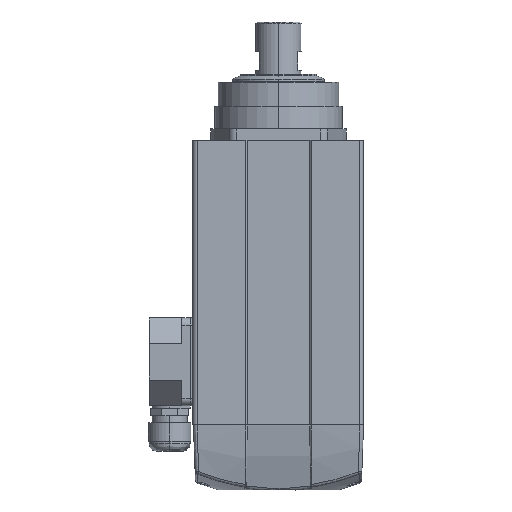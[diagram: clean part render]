
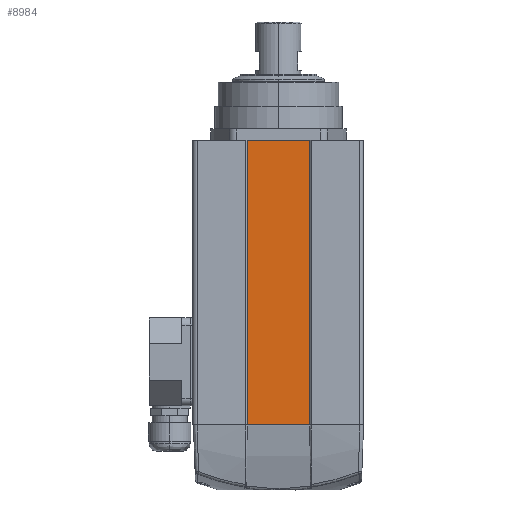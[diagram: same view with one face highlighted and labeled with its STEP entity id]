
A CAD part, left-side view. The second image highlights one B-rep face of the part: STEP entity #8984.
In plain terms, the highlighted planar face has unit normal (-1, 0, 0).
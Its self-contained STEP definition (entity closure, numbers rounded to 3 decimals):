
#452 = LINE ( 'NONE', #19988, #16507 ) ;
#679 = CARTESIAN_POINT ( 'NONE',  ( -11419.438, 0., 201. ) ) ;
#1888 = LINE ( 'NONE', #16533, #10797 ) ;
#2032 = EDGE_LOOP ( 'NONE', ( #11213, #18429, #23647, #4745 ) ) ;
#2111 = CARTESIAN_POINT ( 'NONE',  ( -11419.438, -7642.289, 201. ) ) ;
#2647 = VERTEX_POINT ( 'NONE', #5972 ) ;
#4333 = DIRECTION ( 'NONE',  ( 0., -1., 0. ) ) ;
#4337 = VECTOR ( 'NONE', #4333, 1000. ) ;
#4745 = ORIENTED_EDGE ( 'NONE', *, *, #25404, .T. ) ;
#5972 = CARTESIAN_POINT ( 'NONE',  ( -11419.438, -7598.289, 201. ) ) ;
#6723 = CARTESIAN_POINT ( 'NONE',  ( -11419.438, -7642.289, 0. ) ) ;
#7135 = VECTOR ( 'NONE', #8992, 1000. ) ;
#7687 = VERTEX_POINT ( 'NONE', #24670 ) ;
#8087 = AXIS2_PLACEMENT_3D ( 'NONE', #679, #18829, #21469 ) ;
#8404 = DIRECTION ( 'NONE',  ( 0., -1., 0. ) ) ;
#8984 = ADVANCED_FACE ( 'NONE', ( #19974 ), #14324, .F. ) ;
#8992 = DIRECTION ( 'NONE',  ( 0., 0., -1. ) ) ;
#10702 = LINE ( 'NONE', #2111, #7135 ) ;
#10797 = VECTOR ( 'NONE', #18831, 1000. ) ;
#11213 = ORIENTED_EDGE ( 'NONE', *, *, #28238, .F. ) ;
#14324 = PLANE ( 'NONE',  #8087 ) ;
#16507 = VECTOR ( 'NONE', #8404, 1000. ) ;
#16533 = CARTESIAN_POINT ( 'NONE',  ( -11419.438, -7598.289, 201. ) ) ;
#17125 = EDGE_CURVE ( 'NONE', #20480, #2647, #1888, .T. ) ;
#18429 = ORIENTED_EDGE ( 'NONE', *, *, #20601, .F. ) ;
#18829 = DIRECTION ( 'NONE',  ( 1., 0., 0. ) ) ;
#18831 = DIRECTION ( 'NONE',  ( 0., 0., 1. ) ) ;
#19974 = FACE_OUTER_BOUND ( 'NONE', #2032, .T. ) ;
#19988 = CARTESIAN_POINT ( 'NONE',  ( -11419.438, 0., 201. ) ) ;
#20480 = VERTEX_POINT ( 'NONE', #23994 ) ;
#20601 = EDGE_CURVE ( 'NONE', #2647, #7687, #452, .T. ) ;
#21469 = DIRECTION ( 'NONE',  ( 0., 0., -1. ) ) ;
#23647 = ORIENTED_EDGE ( 'NONE', *, *, #17125, .F. ) ;
#23994 = CARTESIAN_POINT ( 'NONE',  ( -11419.438, -7598.289, 0. ) ) ;
#24670 = CARTESIAN_POINT ( 'NONE',  ( -11419.438, -7642.289, 201. ) ) ;
#25404 = EDGE_CURVE ( 'NONE', #20480, #25461, #28626, .T. ) ;
#25461 = VERTEX_POINT ( 'NONE', #6723 ) ;
#28238 = EDGE_CURVE ( 'NONE', #7687, #25461, #10702, .T. ) ;
#28626 = LINE ( 'NONE', #29405, #4337 ) ;
#29405 = CARTESIAN_POINT ( 'NONE',  ( -11419.438, 0., 0. ) ) ;
